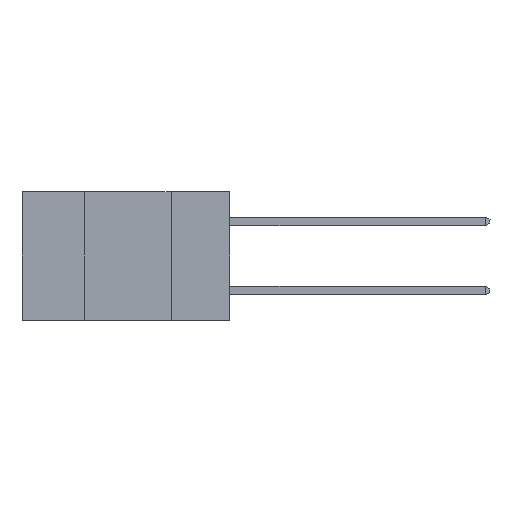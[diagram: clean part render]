
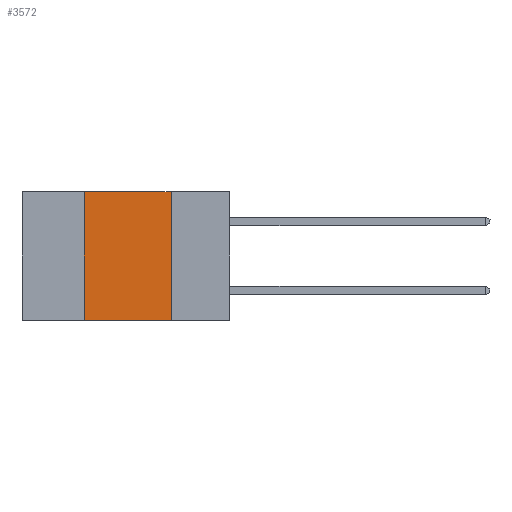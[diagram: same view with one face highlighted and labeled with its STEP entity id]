
A CAD part, left-side view. The second image highlights one B-rep face of the part: STEP entity #3572.
In plain terms, the highlighted planar face has unit normal (-1, 0, 0).
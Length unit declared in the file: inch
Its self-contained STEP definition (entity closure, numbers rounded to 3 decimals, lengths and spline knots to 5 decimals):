
#626 = VECTOR ( 'NONE', #5999, 39.37008 ) ;
#869 = ORIENTED_EDGE ( 'NONE', *, *, #6288, .F. ) ;
#1036 = DIRECTION ( 'NONE',  ( 1., 0., 0. ) ) ;
#1543 = LINE ( 'NONE', #7081, #4534 ) ;
#1683 = DIRECTION ( 'NONE',  ( 0., 0., -1. ) ) ;
#2116 = VERTEX_POINT ( 'NONE', #5269 ) ;
#3098 = LINE ( 'NONE', #4421, #8608 ) ;
#3193 = ORIENTED_EDGE ( 'NONE', *, *, #8438, .F. ) ;
#3241 = ORIENTED_EDGE ( 'NONE', *, *, #4397, .T. ) ;
#3572 = ADVANCED_FACE ( 'NONE', ( #8588 ), #8043, .F. ) ;
#3764 = CARTESIAN_POINT ( 'NONE',  ( 0., 0.6, 0. ) ) ;
#4215 = EDGE_LOOP ( 'NONE', ( #3193, #7329, #869, #3241 ) ) ;
#4320 = DIRECTION ( 'NONE',  ( 0., -1., 0. ) ) ;
#4397 = EDGE_CURVE ( 'NONE', #7057, #4896, #6725, .T. ) ;
#4421 = CARTESIAN_POINT ( 'NONE',  ( 0., 0.17, -0.37 ) ) ;
#4443 = CARTESIAN_POINT ( 'NONE',  ( 0., 0.17, -0.37 ) ) ;
#4534 = VECTOR ( 'NONE', #4320, 39.37008 ) ;
#4686 = CARTESIAN_POINT ( 'NONE',  ( 0., 0.6, -0.37 ) ) ;
#4833 = CARTESIAN_POINT ( 'NONE',  ( 0., 0.42, -0.37 ) ) ;
#4896 = VERTEX_POINT ( 'NONE', #4443 ) ;
#5030 = VERTEX_POINT ( 'NONE', #8987 ) ;
#5269 = CARTESIAN_POINT ( 'NONE',  ( 0., 0.17, 0. ) ) ;
#5328 = DIRECTION ( 'NONE',  ( 0., -1., 0. ) ) ;
#5369 = CARTESIAN_POINT ( 'NONE',  ( 0., 0.42, -0.37 ) ) ;
#5880 = DIRECTION ( 'NONE',  ( 0., 0., -1. ) ) ;
#5999 = DIRECTION ( 'NONE',  ( 0., 0., 1. ) ) ;
#6288 = EDGE_CURVE ( 'NONE', #7057, #5030, #7350, .T. ) ;
#6725 = LINE ( 'NONE', #4686, #7984 ) ;
#7057 = VERTEX_POINT ( 'NONE', #4833 ) ;
#7081 = CARTESIAN_POINT ( 'NONE',  ( 0., 0.6, 0. ) ) ;
#7189 = EDGE_CURVE ( 'NONE', #5030, #2116, #1543, .T. ) ;
#7329 = ORIENTED_EDGE ( 'NONE', *, *, #7189, .F. ) ;
#7350 = LINE ( 'NONE', #5369, #626 ) ;
#7984 = VECTOR ( 'NONE', #5328, 39.37008 ) ;
#8043 = PLANE ( 'NONE',  #8861 ) ;
#8438 = EDGE_CURVE ( 'NONE', #2116, #4896, #3098, .T. ) ;
#8588 = FACE_OUTER_BOUND ( 'NONE', #4215, .T. ) ;
#8608 = VECTOR ( 'NONE', #5880, 39.37008 ) ;
#8861 = AXIS2_PLACEMENT_3D ( 'NONE', #3764, #1036, #1683 ) ;
#8987 = CARTESIAN_POINT ( 'NONE',  ( 0., 0.42, 0. ) ) ;
